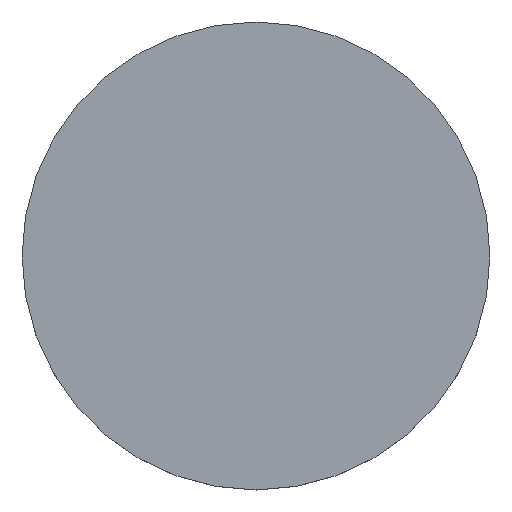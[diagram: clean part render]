
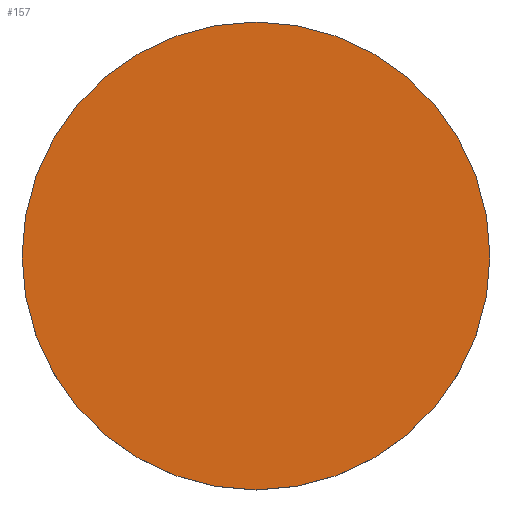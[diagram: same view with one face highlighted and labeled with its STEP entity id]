
A CAD part, top view. The second image highlights one B-rep face of the part: STEP entity #157.
In plain terms, the highlighted planar face has unit normal (0, 0, 1).
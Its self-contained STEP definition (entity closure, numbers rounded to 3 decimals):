
#3 = FACE_OUTER_BOUND ( 'NONE', #200, .T. ) ;
#9 = VERTEX_POINT ( 'NONE', #118 ) ;
#12 = CIRCLE ( 'NONE', #209, 25.4 ) ;
#15 = AXIS2_PLACEMENT_3D ( 'NONE', #153, #196, #170 ) ;
#36 = CARTESIAN_POINT ( 'NONE',  ( 0., 0., 5. ) ) ;
#78 = DIRECTION ( 'NONE',  ( 1., 0., 0. ) ) ;
#118 = CARTESIAN_POINT ( 'NONE',  ( 25.4, 0., 5. ) ) ;
#130 = CIRCLE ( 'NONE', #161, 25.4 ) ;
#131 = CARTESIAN_POINT ( 'NONE',  ( -25.4, 0., 5. ) ) ;
#144 = EDGE_CURVE ( 'NONE', #220, #9, #12, .T. ) ;
#148 = ORIENTED_EDGE ( 'NONE', *, *, #144, .F. ) ;
#149 = EDGE_CURVE ( 'NONE', #9, #220, #130, .T. ) ;
#153 = CARTESIAN_POINT ( 'NONE',  ( 0., 52.02, 5. ) ) ;
#155 = DIRECTION ( 'NONE',  ( 0., 0., -1. ) ) ;
#157 = ADVANCED_FACE ( 'NONE', ( #3 ), #230, .T. ) ;
#161 = AXIS2_PLACEMENT_3D ( 'NONE', #36, #187, #78 ) ;
#170 = DIRECTION ( 'NONE',  ( 1., 0., 0. ) ) ;
#171 = CARTESIAN_POINT ( 'NONE',  ( 0., 0., 5. ) ) ;
#187 = DIRECTION ( 'NONE',  ( 0., 0., -1. ) ) ;
#196 = DIRECTION ( 'NONE',  ( 0., 0., 1. ) ) ;
#200 = EDGE_LOOP ( 'NONE', ( #224, #148 ) ) ;
#209 = AXIS2_PLACEMENT_3D ( 'NONE', #171, #155, #218 ) ;
#218 = DIRECTION ( 'NONE',  ( 1., 0., 0. ) ) ;
#220 = VERTEX_POINT ( 'NONE', #131 ) ;
#224 = ORIENTED_EDGE ( 'NONE', *, *, #149, .F. ) ;
#230 = PLANE ( 'NONE',  #15 ) ;
